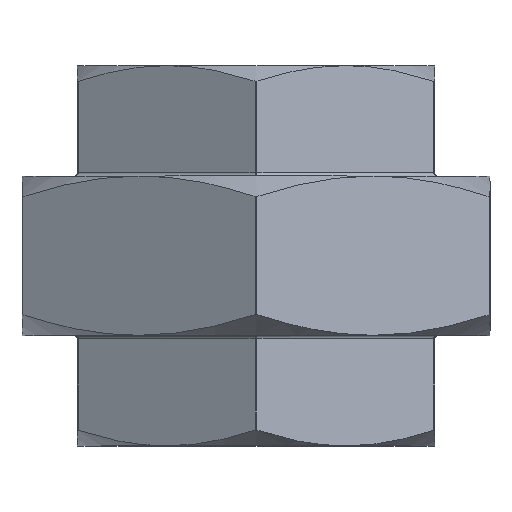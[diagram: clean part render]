
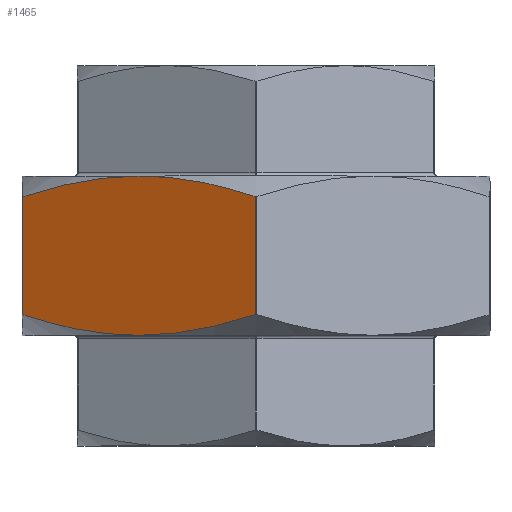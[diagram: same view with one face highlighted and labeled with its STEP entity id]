
A CAD part, top view. The second image highlights one B-rep face of the part: STEP entity #1465.
In plain terms, the highlighted planar face has unit normal (-0.5, 0, 0.866).
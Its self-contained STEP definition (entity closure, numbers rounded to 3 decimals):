
#177=(
BOUNDED_CURVE()
B_SPLINE_CURVE(2,(#2299,#2300,#2301),.UNSPECIFIED.,.F.,.F.)
B_SPLINE_CURVE_WITH_KNOTS((3,3),(0.85,3.067),
 .UNSPECIFIED.)
CURVE()
GEOMETRIC_REPRESENTATION_ITEM()
RATIONAL_B_SPLINE_CURVE((1.029,1.052,1.))
REPRESENTATION_ITEM('')
);
#178=(
BOUNDED_CURVE()
B_SPLINE_CURVE(2,(#2303,#2304,#2305),.UNSPECIFIED.,.F.,.F.)
B_SPLINE_CURVE_WITH_KNOTS((3,3),(3.067,5.284),
 .UNSPECIFIED.)
CURVE()
GEOMETRIC_REPRESENTATION_ITEM()
RATIONAL_B_SPLINE_CURVE((1.,1.052,1.029))
REPRESENTATION_ITEM('')
);
#179=(
BOUNDED_CURVE()
B_SPLINE_CURVE(2,(#2309,#2310,#2311),.UNSPECIFIED.,.F.,.F.)
B_SPLINE_CURVE_WITH_KNOTS((3,3),(0.85,3.067),
 .UNSPECIFIED.)
CURVE()
GEOMETRIC_REPRESENTATION_ITEM()
RATIONAL_B_SPLINE_CURVE((1.029,1.052,1.))
REPRESENTATION_ITEM('')
);
#180=(
BOUNDED_CURVE()
B_SPLINE_CURVE(2,(#2312,#2313,#2314),.UNSPECIFIED.,.F.,.F.)
B_SPLINE_CURVE_WITH_KNOTS((3,3),(3.067,5.284),
 .UNSPECIFIED.)
CURVE()
GEOMETRIC_REPRESENTATION_ITEM()
RATIONAL_B_SPLINE_CURVE((1.,1.052,1.029))
REPRESENTATION_ITEM('')
);
#218=PLANE('',#1575);
#251=FACE_OUTER_BOUND('',#357,.T.);
#357=EDGE_LOOP('',(#1012,#1013,#1014,#1015,#1016,#1017));
#483=LINE('',#2286,#543);
#484=LINE('',#2307,#544);
#543=VECTOR('',#1774,18.169);
#544=VECTOR('',#1777,18.169);
#637=VERTEX_POINT('',#2274);
#638=VERTEX_POINT('',#2285);
#639=VERTEX_POINT('',#2298);
#640=VERTEX_POINT('',#2302);
#641=VERTEX_POINT('',#2306);
#642=VERTEX_POINT('',#2308);
#780=EDGE_CURVE('',#637,#638,#483,.T.);
#782=EDGE_CURVE('',#637,#639,#177,.T.);
#783=EDGE_CURVE('',#639,#640,#178,.T.);
#784=EDGE_CURVE('',#641,#640,#484,.T.);
#785=EDGE_CURVE('',#641,#642,#179,.T.);
#786=EDGE_CURVE('',#642,#638,#180,.T.);
#1012=ORIENTED_EDGE('',*,*,#780,.F.);
#1013=ORIENTED_EDGE('',*,*,#782,.T.);
#1014=ORIENTED_EDGE('',*,*,#783,.T.);
#1015=ORIENTED_EDGE('',*,*,#784,.F.);
#1016=ORIENTED_EDGE('',*,*,#785,.T.);
#1017=ORIENTED_EDGE('',*,*,#786,.T.);
#1465=ADVANCED_FACE('',(#251),#218,.T.);
#1575=AXIS2_PLACEMENT_3D('',#2297,#1775,#1776);
#1774=DIRECTION('',(0.,1.,0.));
#1775=DIRECTION('center_axis',(-0.5,0.,0.866));
#1776=DIRECTION('ref_axis',(0.866,0.,0.5));
#1777=DIRECTION('',(0.,-1.,0.));
#2274=CARTESIAN_POINT('',(-35.85,-9.084,20.871));
#2285=CARTESIAN_POINT('',(-35.85,9.084,20.871));
#2286=CARTESIAN_POINT('',(-35.85,0.,20.871));
#2297=CARTESIAN_POINT('Origin',(-36.,0.,20.785));
#2298=CARTESIAN_POINT('',(-18.,-12.25,31.177));
#2299=CARTESIAN_POINT('Ctrl Pts',(-35.85,-9.084,20.871));
#2300=CARTESIAN_POINT('Ctrl Pts',(-26.293,-12.25,26.389));
#2301=CARTESIAN_POINT('Ctrl Pts',(-18.,-12.25,31.177));
#2302=CARTESIAN_POINT('',(-0.15,-9.084,41.483));
#2303=CARTESIAN_POINT('Ctrl Pts',(-18.,-12.25,31.177));
#2304=CARTESIAN_POINT('Ctrl Pts',(-9.707,-12.25,35.965));
#2305=CARTESIAN_POINT('Ctrl Pts',(-0.15,-9.084,
41.483));
#2306=CARTESIAN_POINT('',(-0.15,9.084,41.483));
#2307=CARTESIAN_POINT('',(-0.15,0.,41.483));
#2308=CARTESIAN_POINT('',(-18.,12.25,31.177));
#2309=CARTESIAN_POINT('Ctrl Pts',(-0.15,9.084,41.483));
#2310=CARTESIAN_POINT('Ctrl Pts',(-9.707,12.25,35.965));
#2311=CARTESIAN_POINT('Ctrl Pts',(-18.,12.25,31.177));
#2312=CARTESIAN_POINT('Ctrl Pts',(-18.,12.25,31.177));
#2313=CARTESIAN_POINT('Ctrl Pts',(-26.293,12.25,26.389));
#2314=CARTESIAN_POINT('Ctrl Pts',(-35.85,9.084,20.871));
